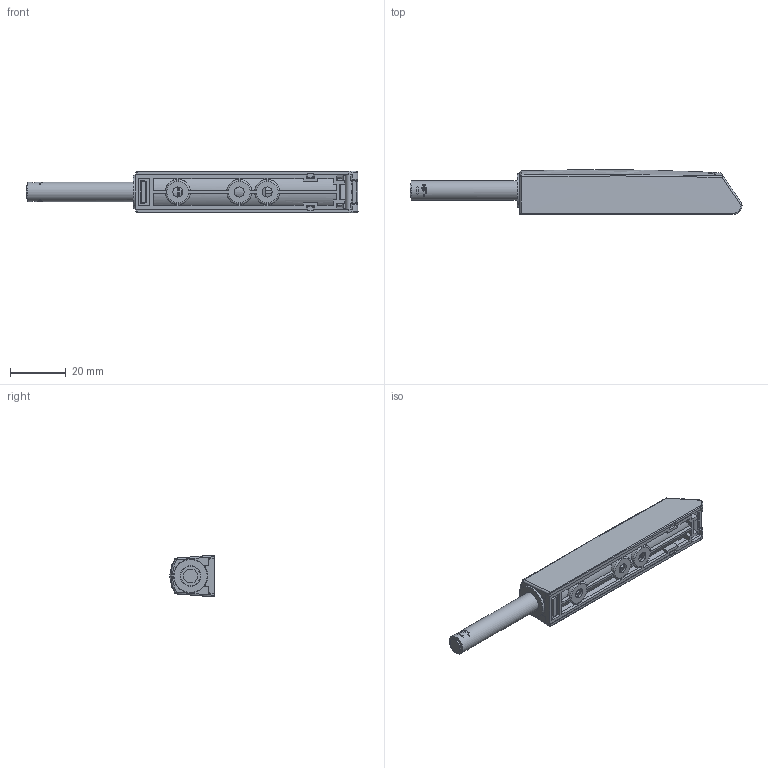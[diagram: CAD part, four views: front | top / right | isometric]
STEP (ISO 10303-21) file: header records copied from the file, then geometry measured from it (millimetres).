
FILE_DESCRIPTION(/* description */ (''),/* implementation_level */ '2;1');
FILE_NAME(/* name */ 'AM-SVN-DL-GM-10_otwarty.stp',/* time_stamp */ '2024-03-01T12:56:37+01:00',/* author */ ('tomaszw'),/* organization */ (''),/* preprocessor_version */ 'ST-DEVELOPER v19.2',/* originating_system */ 'Autodesk Inventor 2023',/* authorisation */ '');
FILE_SCHEMA (('AUTOMOTIVE_DESIGN { 1 0 10303 214 3 1 1 }'));
Length unit declared in the file: millimetre
Products named in the file (7): AM-OAS-DL-... - Odbojnik SALTO długi magnes; 20230618_105_long_type_a_; 20230508 - YOULISI - Plate v2; 105CT_ASM; BODY_2; BODY_1; sztyft
Assembly tree (6 placements, depth 3):
  AM-OAS-DL-... - Odbojnik SALTO długi magnes
    20230618_105_long_type_a_
    20230508 - YOULISI - Plate v2
    105CT_ASM
      BODY_2
      BODY_1
      sztyft
Bounding box: 118.94 x 15.99 x 14.95 mm (x, y, z)
Volume: 8154.4 mm3; surface area: 23457.7 mm2
Topology: 4 solids, 5 shells, 794 faces, 2173 edges, 1438 vertices
Faces by surface type: plane 461, cylinder 158, cone 62, bspline 60, torus 49, sphere 4
Full cylindrical faces by diameter (mm): 2.5 x5, 5 x1, 6.2 x1, 7 x1, 7.34 x1, 8.276 x1, 8.3 x1, 10.05 x1, 11.9 x1
Entity records: 32662 total; most frequent: CARTESIAN_POINT 11933, ORIENTED_EDGE 4334, DIRECTION 3959, EDGE_CURVE 2167, VERTEX_POINT 1434, AXIS2_PLACEMENT_3D 1418, LINE 1123, VECTOR 1123
